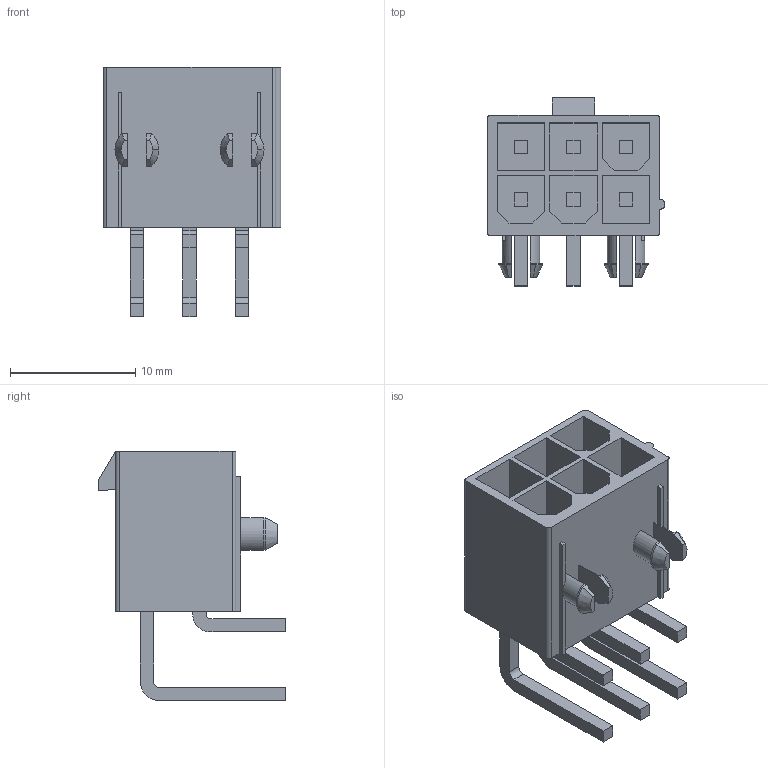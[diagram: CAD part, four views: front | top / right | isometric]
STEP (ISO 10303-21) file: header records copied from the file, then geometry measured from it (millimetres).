
FILE_DESCRIPTION (( 'STEP AP214' ), '1' );
FILE_NAME ('5569_6pin.STEP', '2021-05-15T08:33:23', ( 'boksop' ), ( '' ), 'SwSTEP 2.0', 'SolidWorks 2020', '' );
FILE_SCHEMA (( 'AUTOMOTIVE_DESIGN' ));
Length unit declared in the file: millimetre
Products named in the file (1): 5569_6pin
Bounding box: 14.2 x 15 x 19.93 mm (x, y, z)
Volume: 1070.2 mm3; surface area: 2161.3 mm2
Topology: 1 solids, 1 shells, 192 faces, 490 edges, 320 vertices
Faces by surface type: plane 160, cylinder 26, cone 6
Entity records: 6653 total; most frequent: CARTESIAN_POINT 1027, ORIENTED_EDGE 980, DIRECTION 934, EDGE_CURVE 490, LINE 416, VECTOR 416, VERTEX_POINT 320, AXIS2_PLACEMENT_3D 259
